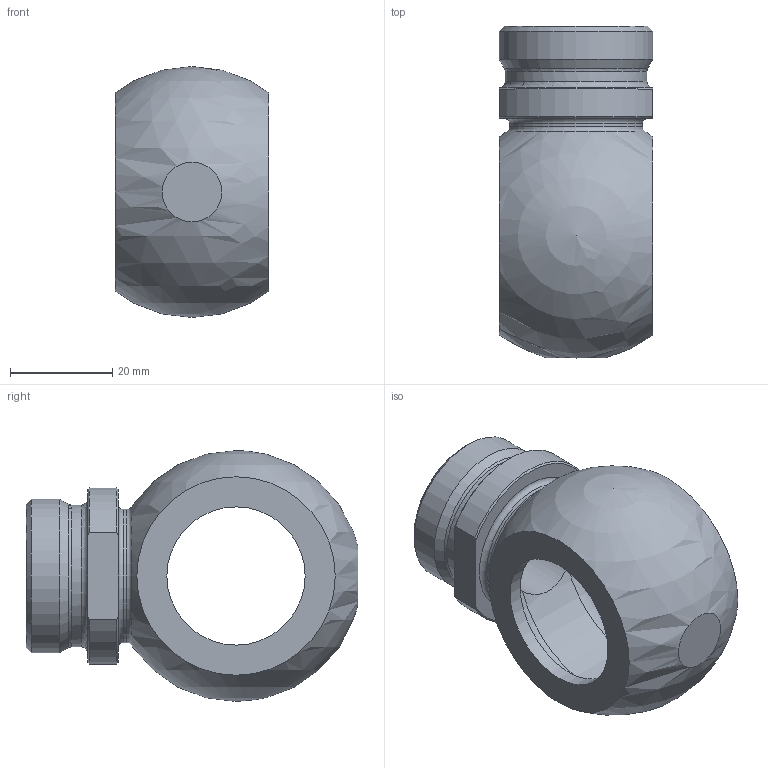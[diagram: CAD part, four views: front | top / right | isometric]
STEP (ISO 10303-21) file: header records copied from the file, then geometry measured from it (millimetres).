
FILE_DESCRIPTION((''),'2;1');
FILE_NAME('74744922.stp','2014-10-29T14:41:57',(''),('KNOMI spol. s r. o.'),'Autodesk Inventor 2012','Autodesk Inventor 2012','');
FILE_SCHEMA(('AUTOMOTIVE_DESIGN { 1 2 10303 214 0 1 1 1 }'));
Length unit declared in the file: millimetre
Products named in the file (1): Oko st.příp.OK D27/M30 Tr22
Bounding box: 30 x 64.8 x 49 mm (x, y, z)
Volume: 23834.5 mm3; surface area: 13407.9 mm2
Topology: 1 solids, 1 shells, 36 faces, 86 edges, 57 vertices
Faces by surface type: plane 12, cylinder 10, cone 7, torus 6, sphere 1
Full cylindrical faces by diameter (mm): 18 x1, 22 x1, 26 x1, 27 x2, 27.7 x1, 30 x1
Entity records: 961 total; most frequent: CARTESIAN_POINT 224, DIRECTION 154, ORIENTED_EDGE 118, AXIS2_PLACEMENT_3D 72, EDGE_LOOP 62, EDGE_CURVE 59, VERTEX_POINT 47, FACE_OUTER_BOUND 36
